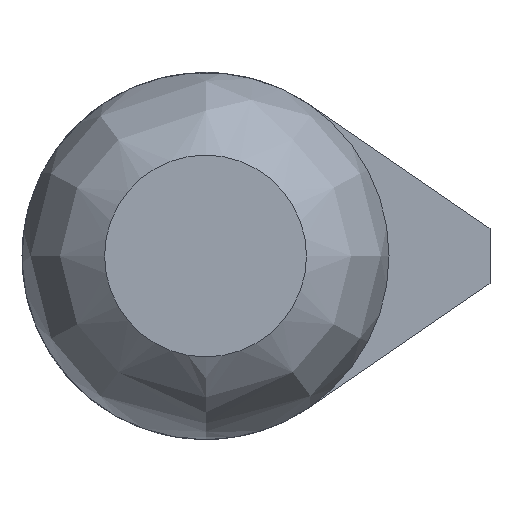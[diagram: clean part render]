
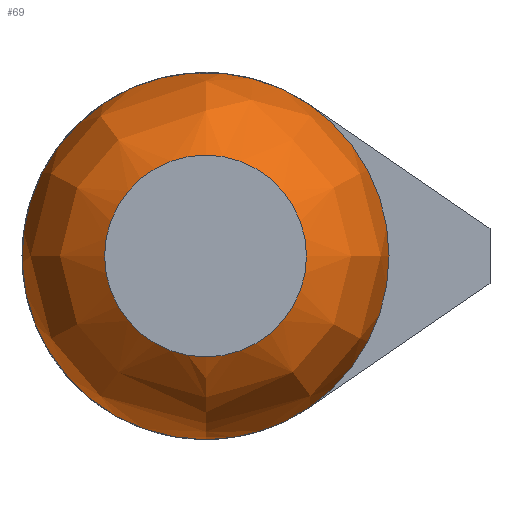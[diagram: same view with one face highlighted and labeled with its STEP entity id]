
A CAD part, front view. The second image highlights one B-rep face of the part: STEP entity #69.
In plain terms, the highlighted free-form (B-spline) face has degree [3, 3] with [4, 7] control points.
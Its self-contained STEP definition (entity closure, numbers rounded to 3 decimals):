
#69 = ADVANCED_FACE( '', ( #156, #157 ), #158, .T. );
#156 = FACE_OUTER_BOUND( '', #294, .T. );
#157 = FACE_OUTER_BOUND( '', #295, .T. );
#158 = ( BOUNDED_SURFACE(  )B_SPLINE_SURFACE( 3, 3, ( ( #298, #299, #300, #301, #302, #303, #304 ), ( #305, #306, #307, #308, #309, #310, #311 ), ( #312, #313, #314, #315, #316, #317, #318 ), ( #319, #320, #321, #322, #323, #324, #325 ) ), .UNSPECIFIED., .F., .T., .F. )B_SPLINE_SURFACE_WITH_KNOTS( ( 4, 4 ), ( 4, 3, 4 ), ( 0., 6.283 ), ( -0.038, 0.54, 1.119 ), .UNSPECIFIED. )GEOMETRIC_REPRESENTATION_ITEM(  )RATIONAL_B_SPLINE_SURFACE( ( ( 1., 0.333, 0.333, 1., 0.333, 0.333, 1. ), ( 0.892, 0.297, 0.297, 0.892, 0.297, 0.297, 0.892 ), ( 0.892, 0.297, 0.297, 0.892, 0.297, 0.297, 0.892 ), ( 1., 0.333, 0.333, 1., 0.333, 0.333, 1. ) ) )REPRESENTATION_ITEM( '' )SURFACE(  ) );
#294 = EDGE_LOOP( '', ( #484, #485 ) );
#295 = EDGE_LOOP( '', ( #486 ) );
#298 = CARTESIAN_POINT( '', ( 0., -73.75, -5.5 ) );
#299 = CARTESIAN_POINT( '', ( 11., -73.75, -5.5 ) );
#300 = CARTESIAN_POINT( '', ( 11., -73.75, 5.5 ) );
#301 = CARTESIAN_POINT( '', ( 0., -73.75, 5.5 ) );
#302 = CARTESIAN_POINT( '', ( -11., -73.75, 5.5 ) );
#303 = CARTESIAN_POINT( '', ( -11., -73.75, -5.5 ) );
#304 = CARTESIAN_POINT( '', ( 0., -73.75, -5.5 ) );
#305 = CARTESIAN_POINT( '', ( 0., -72.322, -8.442 ) );
#306 = CARTESIAN_POINT( '', ( 16.883, -72.322, -8.442 ) );
#307 = CARTESIAN_POINT( '', ( 16.883, -72.322, 8.442 ) );
#308 = CARTESIAN_POINT( '', ( 0., -72.322, 8.442 ) );
#309 = CARTESIAN_POINT( '', ( -16.883, -72.322, 8.442 ) );
#310 = CARTESIAN_POINT( '', ( -16.883, -72.322, -8.442 ) );
#311 = CARTESIAN_POINT( '', ( 0., -72.322, -8.442 ) );
#312 = CARTESIAN_POINT( '', ( 0., -69.518, -10.124 ) );
#313 = CARTESIAN_POINT( '', ( 20.248, -69.518, -10.124 ) );
#314 = CARTESIAN_POINT( '', ( 20.248, -69.518, 10.124 ) );
#315 = CARTESIAN_POINT( '', ( 0., -69.518, 10.124 ) );
#316 = CARTESIAN_POINT( '', ( -20.248, -69.518, 10.124 ) );
#317 = CARTESIAN_POINT( '', ( -20.248, -69.518, -10.124 ) );
#318 = CARTESIAN_POINT( '', ( 0., -69.518, -10.124 ) );
#319 = CARTESIAN_POINT( '', ( 0., -66.25, -10. ) );
#320 = CARTESIAN_POINT( '', ( 20., -66.25, -10. ) );
#321 = CARTESIAN_POINT( '', ( 20., -66.25, 10. ) );
#322 = CARTESIAN_POINT( '', ( 0., -66.25, 10. ) );
#323 = CARTESIAN_POINT( '', ( -20., -66.25, 10. ) );
#324 = CARTESIAN_POINT( '', ( -20., -66.25, -10. ) );
#325 = CARTESIAN_POINT( '', ( 0., -66.25, -10. ) );
#484 = ORIENTED_EDGE( '', *, *, #636, .F. );
#485 = ORIENTED_EDGE( '', *, *, #637, .F. );
#486 = ORIENTED_EDGE( '', *, *, #619, .F. );
#619 = EDGE_CURVE( '', #697, #697, #698, .T. );
#636 = EDGE_CURVE( '', #723, #724, #725, .T. );
#637 = EDGE_CURVE( '', #724, #723, #726, .T. );
#697 = VERTEX_POINT( '', #796 );
#698 = CIRCLE( '', #797, 5.5 );
#723 = VERTEX_POINT( '', #828 );
#724 = VERTEX_POINT( '', #829 );
#725 = CIRCLE( '', #830, 10. );
#726 = CIRCLE( '', #831, 10. );
#796 = CARTESIAN_POINT( '', ( 0., -73.75, -5.5 ) );
#797 = AXIS2_PLACEMENT_3D( '', #909, #910, #911 );
#828 = CARTESIAN_POINT( '', ( 5.653, -66.25, 8.249 ) );
#829 = CARTESIAN_POINT( '', ( 5.653, -66.25, -8.249 ) );
#830 = AXIS2_PLACEMENT_3D( '', #930, #931, #932 );
#831 = AXIS2_PLACEMENT_3D( '', #933, #934, #935 );
#909 = CARTESIAN_POINT( '', ( 0., -73.75, 0. ) );
#910 = DIRECTION( '', ( 0., -1., 0. ) );
#911 = DIRECTION( '', ( 0., 0., -1. ) );
#930 = CARTESIAN_POINT( '', ( 0., -66.25, 0. ) );
#931 = DIRECTION( '', ( 0., 1., 0. ) );
#932 = DIRECTION( '', ( 0., 0., 1. ) );
#933 = CARTESIAN_POINT( '', ( 0., -66.25, 0. ) );
#934 = DIRECTION( '', ( 0., 1., 0. ) );
#935 = DIRECTION( '', ( 1., 0., 0. ) );
